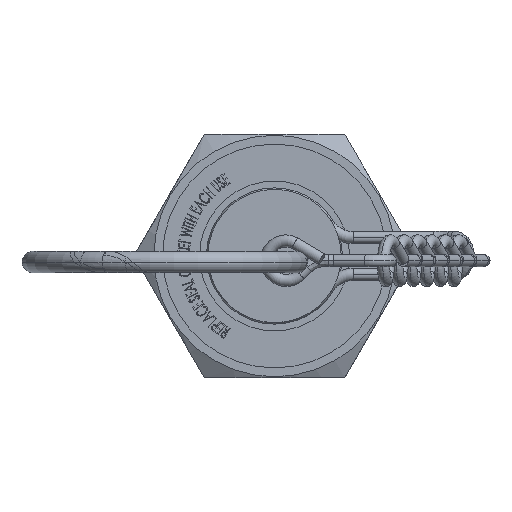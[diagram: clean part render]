
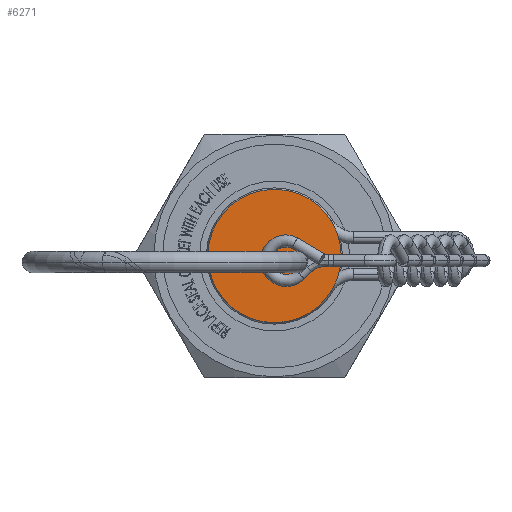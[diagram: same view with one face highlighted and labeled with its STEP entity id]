
A CAD part, left-side view. The second image highlights one B-rep face of the part: STEP entity #6271.
In plain terms, the highlighted face is planar.
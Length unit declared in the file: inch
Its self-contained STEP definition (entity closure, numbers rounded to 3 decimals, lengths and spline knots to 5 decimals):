
#3424 = DIRECTION ( 'NONE',  ( -1., 0., 0. ) ) ;
#4189 = DIRECTION ( 'NONE',  ( 0., 0., 1. ) ) ;
#4727 = DIRECTION ( 'NONE',  ( -1., 0., 0. ) ) ;
#6271 = ADVANCED_FACE ( 'NONE', ( #36421 ), #7756, .F. ) ;
#6525 = AXIS2_PLACEMENT_3D ( 'NONE', #29873, #4727, #26867 ) ;
#7756 = PLANE ( 'NONE',  #6525 ) ;
#12756 = EDGE_CURVE ( 'NONE', #15692, #16981, #27798, .T. ) ;
#15462 = AXIS2_PLACEMENT_3D ( 'NONE', #16720, #19860, #4189 ) ;
#15692 = VERTEX_POINT ( 'NONE', #28501 ) ;
#16720 = CARTESIAN_POINT ( 'NONE',  ( 1.25, 0., 0. ) ) ;
#16981 = VERTEX_POINT ( 'NONE', #28301 ) ;
#19860 = DIRECTION ( 'NONE',  ( -1., 0., 0. ) ) ;
#20112 = AXIS2_PLACEMENT_3D ( 'NONE', #25276, #3424, #21975 ) ;
#21165 = EDGE_CURVE ( 'NONE', #16981, #15692, #34342, .T. ) ;
#21811 = ORIENTED_EDGE ( 'NONE', *, *, #12756, .F. ) ;
#21975 = DIRECTION ( 'NONE',  ( 0., 0., 1. ) ) ;
#25276 = CARTESIAN_POINT ( 'NONE',  ( 1.25, 0., 0. ) ) ;
#26867 = DIRECTION ( 'NONE',  ( 0., 0., 1. ) ) ;
#27798 = CIRCLE ( 'NONE', #15462, 0.3425 ) ;
#28301 = CARTESIAN_POINT ( 'NONE',  ( 1.25, 0., -0.3425 ) ) ;
#28501 = CARTESIAN_POINT ( 'NONE',  ( 1.25, 0., 0.3425 ) ) ;
#29873 = CARTESIAN_POINT ( 'NONE',  ( 1.25, 0.3425, 0. ) ) ;
#32339 = ORIENTED_EDGE ( 'NONE', *, *, #21165, .F. ) ;
#34342 = CIRCLE ( 'NONE', #20112, 0.3425 ) ;
#36421 = FACE_OUTER_BOUND ( 'NONE', #40593, .T. ) ;
#40593 = EDGE_LOOP ( 'NONE', ( #21811, #32339 ) ) ;
